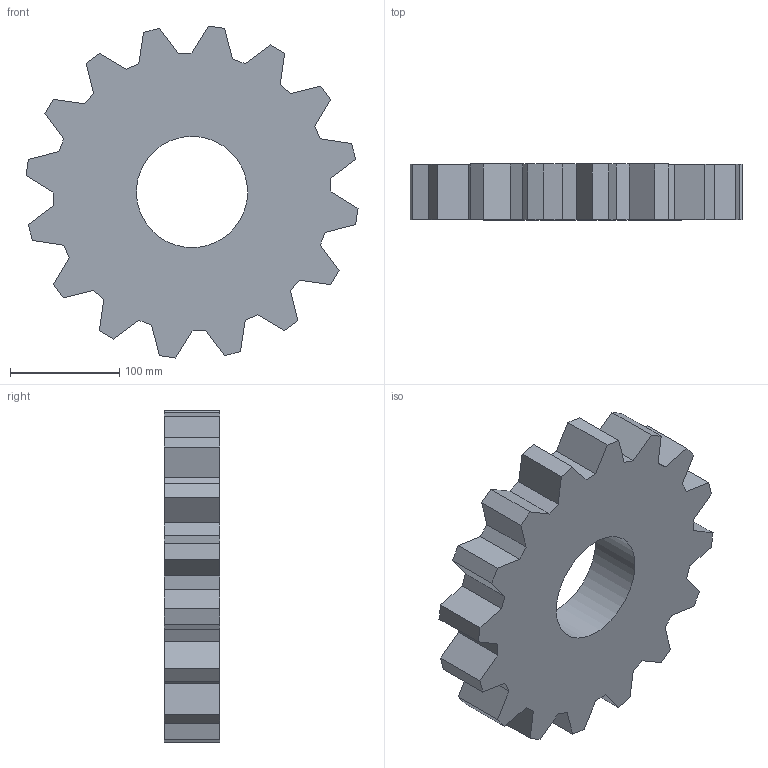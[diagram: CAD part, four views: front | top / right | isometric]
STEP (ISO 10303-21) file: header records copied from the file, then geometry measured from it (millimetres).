
FILE_DESCRIPTION((('kittycad.io export')), '2;1');
FILE_NAME('dump.step', '1970-01-01T00:00:00.0+00:00', ('Author unknown'), ('Organization unknown'), 'kittycad.io beta', 'kittycad.io', 'Authorization unknown');
FILE_SCHEMA(('AP203_CONFIGURATION_CONTROLLED_3D_DESIGN_OF_MECHANICAL_PARTS_AND_ASSEMBLIES_MIM_LF'));
Length unit declared in the file: metre
Products named in the file (1): UNIDENTIFIED_PRODUCT
Bounding box: 303.33 x 50.8 x 303.33 mm (x, y, z)
Volume: 2698249.1 mm3; surface area: 191584.8 mm2
Topology: 1 solids, 1 shells, 67 faces, 195 edges, 130 vertices
Faces by surface type: plane 66, bspline 1
Entity records: 2134 total; most frequent: CARTESIAN_POINT 425, ORIENTED_EDGE 390, DIRECTION 259, EDGE_CURVE 195, VECTOR 193, LINE 193, VERTEX_POINT 130, EDGE_LOOP 69
